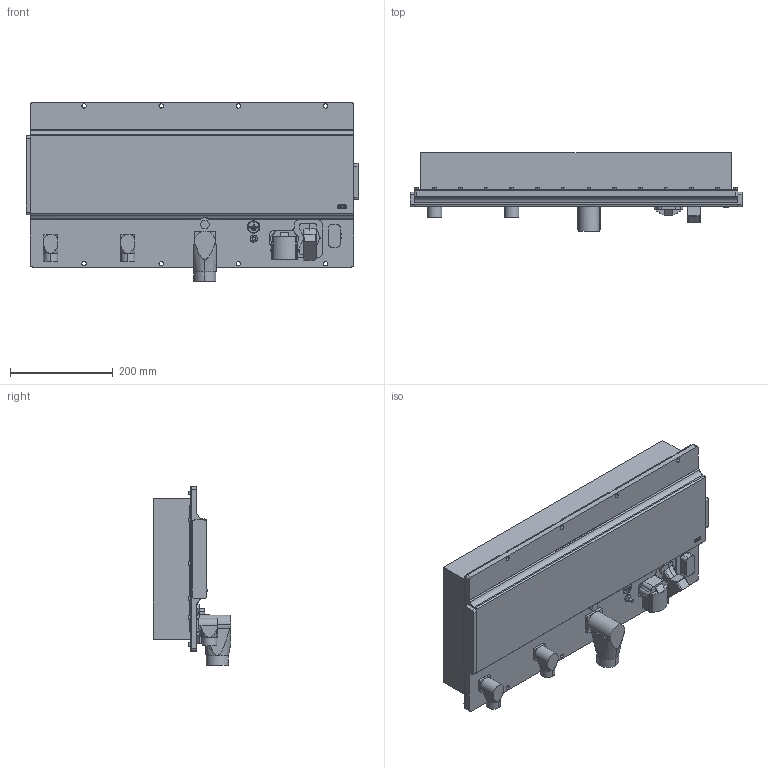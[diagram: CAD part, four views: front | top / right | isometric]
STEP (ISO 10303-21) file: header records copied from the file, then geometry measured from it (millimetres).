
FILE_DESCRIPTION (( 'STEP AP214' ), '1' );
FILE_NAME ('00T6A0C-0006.STEP', '2022-10-20T07:22:00', ( '' ), ( '' ), 'SwSTEP 2.0', 'SolidWorks 2022', '' );
FILE_SCHEMA (( 'AUTOMOTIVE_DESIGN' ));
Length unit declared in the file: millimetre
Products named in the file (12): 10043659_000; Kundenmodell^10043672_000; 10044484_000; 10044120_000; Kundenmodell^10043652_000; 10043672_000; 00T6A0C-0006; Kundenmodell^10044120_000; 10014325_000; Kundenmodell^10043659_000; 10043652_000; Kundenmodell^10044484_000
Assembly tree (12 placements, depth 3):
  00T6A0C-0006
    10044484_000
      Kundenmodell^10044484_000
    10043652_000
      Kundenmodell^10043652_000
    10043659_000
      Kundenmodell^10043659_000
    10044120_000
      Kundenmodell^10044120_000
    10043672_000  x2
      Kundenmodell^10043672_000
    10014325_000
Bounding box: 646 x 151.5 x 348 mm (x, y, z)
Volume: 17353166 mm3; surface area: 1062150 mm2
Topology: 11 solids, 15 shells, 687 faces, 1768 edges, 1164 vertices
Faces by surface type: plane 302, cylinder 250, bspline 68, cone 47, torus 20
Entity records: 24683 total; most frequent: CARTESIAN_POINT 8579, ORIENTED_EDGE 3316, DIRECTION 3097, EDGE_CURVE 1658, AXIS2_PLACEMENT_3D 1140, VERTEX_POINT 1091, LINE 817, VECTOR 817
